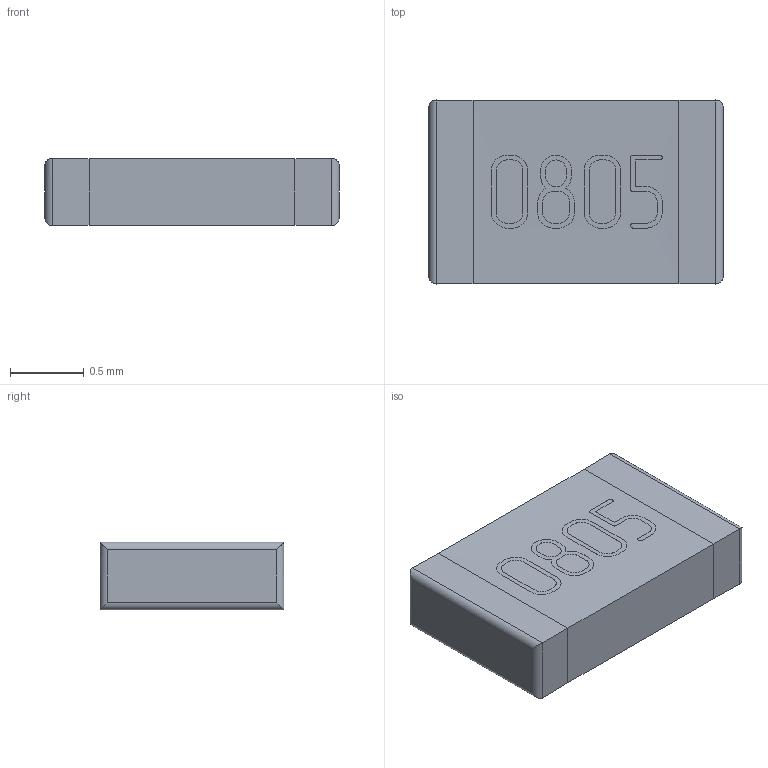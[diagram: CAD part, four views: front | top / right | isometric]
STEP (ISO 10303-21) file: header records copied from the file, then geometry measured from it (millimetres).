
FILE_DESCRIPTION (( 'STEP AP214' ), '1' );
FILE_NAME ('R0805.STEP', '2018-02-20T11:45:57', ( '' ), ( '' ), 'SwSTEP 2.0', 'SolidWorks 2017', '' );
FILE_SCHEMA (( 'AUTOMOTIVE_DESIGN' ));
Length unit declared in the file: millimetre
Products named in the file (1): R0805
Bounding box: 2 x 1.25 x 0.46 mm (x, y, z)
Volume: 1.1 mm3; surface area: 7.8 mm2
Topology: 1 solids, 1 shells, 117 faces, 305 edges, 198 vertices
Faces by surface type: plane 64, bspline 45, cylinder 8
Entity records: 6590 total; most frequent: CARTESIAN_POINT 2754, ORIENTED_EDGE 610, DIRECTION 345, EDGE_CURVE 305, VECTOR 199, LINE 199, VERTEX_POINT 198, EDGE_LOOP 125
